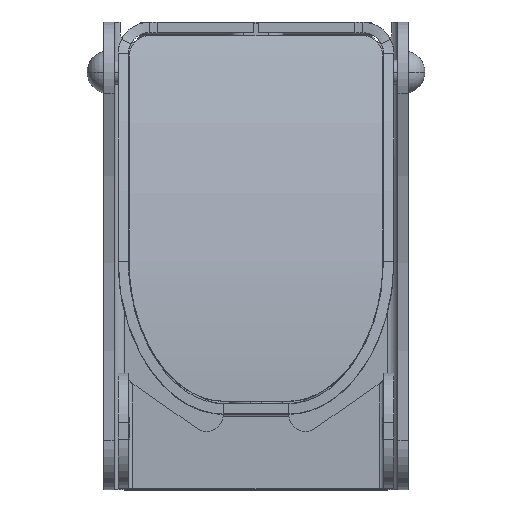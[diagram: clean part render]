
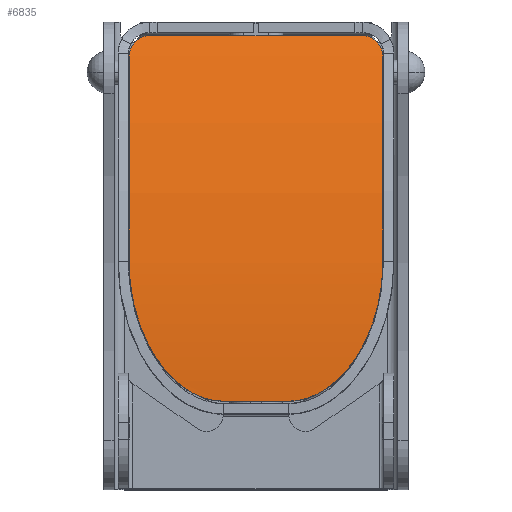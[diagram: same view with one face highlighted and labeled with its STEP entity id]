
A CAD part, top view. The second image highlights one B-rep face of the part: STEP entity #6835.
In plain terms, the highlighted cylindrical face has radius 105.696 mm (diameter 211.391 mm), a partial arc.
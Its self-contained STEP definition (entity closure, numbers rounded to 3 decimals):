
#4637=CARTESIAN_POINT('',(15.4,24.94,22.526));
#4638=CARTESIAN_POINT('',(15.4,25.136,22.438));
#4639=CARTESIAN_POINT('',(15.353,25.525,22.262));
#4640=CARTESIAN_POINT('',(15.158,26.065,22.015));
#4641=CARTESIAN_POINT('',(14.829,26.567,21.781));
#4642=CARTESIAN_POINT('',(14.41,26.958,21.597));
#4643=CARTESIAN_POINT('',(13.938,27.236,21.464));
#4644=CARTESIAN_POINT('',(13.418,27.405,21.384));
#4645=CARTESIAN_POINT('',(13.071,27.44,21.367));
#4646=CARTESIAN_POINT('',(12.9,27.44,21.367));
#4931=DIRECTION('',(1.,0.,0.));
#4932=VECTOR('',#4931,8.);
#4933=CARTESIAN_POINT('',(-4.,-17.01,31.75));
#4934=LINE('',#4933,#4932);
#5104=CARTESIAN_POINT('',(-15.4,-18.26,-73.938));
#5105=DIRECTION('',(1.,0.,0.));
#5106=DIRECTION('',(0.,0.409,0.913));
#5107=AXIS2_PLACEMENT_3D('',#5104,#5105,#5106);
#5327=DIRECTION('',(1.,0.,0.));
#5328=VECTOR('',#5327,25.8);
#5329=CARTESIAN_POINT('',(-12.9,27.44,21.367));
#5330=LINE('',#5329,#5328);
#5331=CARTESIAN_POINT('',(-4.,-17.01,31.75));
#5332=CARTESIAN_POINT('',(-4.221,-17.01,
31.75));
#5333=CARTESIAN_POINT('',(-4.666,-16.991,
31.75));
#5334=CARTESIAN_POINT('',(-5.348,-16.891,
31.749));
#5335=CARTESIAN_POINT('',(-6.04,-16.723,
31.746));
#5336=CARTESIAN_POINT('',(-6.737,-16.485,
31.743));
#5337=CARTESIAN_POINT('',(-7.44,-16.174,
31.737));
#5338=CARTESIAN_POINT('',(-8.155,-15.78,
31.729));
#5339=CARTESIAN_POINT('',(-8.885,-15.288,
31.716));
#5340=CARTESIAN_POINT('',(-9.636,-14.686,
31.698));
#5341=CARTESIAN_POINT('',(-10.382,-13.978,
31.672));
#5342=CARTESIAN_POINT('',(-11.105,-13.174,
31.636));
#5343=CARTESIAN_POINT('',(-11.817,-12.248,
31.588));
#5344=CARTESIAN_POINT('',(-12.504,-11.195,
31.523));
#5345=CARTESIAN_POINT('',(-13.151,-10.024,
31.438));
#5346=CARTESIAN_POINT('',(-13.737,-8.752,
31.332));
#5347=CARTESIAN_POINT('',(-14.252,-7.388,
31.2));
#5348=CARTESIAN_POINT('',(-14.688,-5.93,
31.039));
#5349=CARTESIAN_POINT('',(-15.023,-4.436,
30.853));
#5350=CARTESIAN_POINT('',(-15.25,-2.968,
30.649));
#5351=CARTESIAN_POINT('',(-15.377,-1.557,
30.432));
#5352=CARTESIAN_POINT('',(-15.4,-0.683,
30.286));
#5353=CARTESIAN_POINT('',(-15.4,-0.26,
30.213));
#5355=CARTESIAN_POINT('',(-15.4,24.94,22.526));
#5356=CARTESIAN_POINT('',(-15.4,25.141,22.436));
#5357=CARTESIAN_POINT('',(-15.352,25.528,22.261));
#5358=CARTESIAN_POINT('',(-15.157,26.068,22.014));
#5359=CARTESIAN_POINT('',(-14.829,26.566,21.782));
#5360=CARTESIAN_POINT('',(-14.414,26.955,21.598));
#5361=CARTESIAN_POINT('',(-13.946,27.232,21.466));
#5362=CARTESIAN_POINT('',(-13.425,27.404,21.384));
#5363=CARTESIAN_POINT('',(-13.077,27.44,21.367));
#5364=CARTESIAN_POINT('',(-12.9,27.44,21.367));
#5380=CARTESIAN_POINT('',(15.4,-18.26,-73.938));
#5381=DIRECTION('',(-1.,0.,0.));
#5382=DIRECTION('',(0.,0.17,0.985));
#5383=AXIS2_PLACEMENT_3D('',#5380,#5381,#5382);
#5502=CARTESIAN_POINT('',(4.,-17.01,31.75));
#5503=CARTESIAN_POINT('',(4.22,-17.01,31.75));
#5504=CARTESIAN_POINT('',(4.666,-16.991,31.75));
#5505=CARTESIAN_POINT('',(5.351,-16.89,31.749));
#5506=CARTESIAN_POINT('',(6.049,-16.721,31.746));
#5507=CARTESIAN_POINT('',(6.752,-16.479,31.743));
#5508=CARTESIAN_POINT('',(7.458,-16.165,31.737));
#5509=CARTESIAN_POINT('',(8.172,-15.769,31.728));
#5510=CARTESIAN_POINT('',(8.896,-15.279,31.716));
#5511=CARTESIAN_POINT('',(9.639,-14.683,31.698));
#5512=CARTESIAN_POINT('',(10.386,-13.974,31.671));
#5513=CARTESIAN_POINT('',(11.111,-13.166,31.636));
#5514=CARTESIAN_POINT('',(11.818,-12.245,31.588));
#5515=CARTESIAN_POINT('',(12.5,-11.202,31.523));
#5516=CARTESIAN_POINT('',(13.142,-10.043,31.44));
#5517=CARTESIAN_POINT('',(13.728,-8.773,31.334));
#5518=CARTESIAN_POINT('',(14.246,-7.406,31.202));
#5519=CARTESIAN_POINT('',(14.683,-5.95,31.042));
#5520=CARTESIAN_POINT('',(15.024,-4.434,30.853));
#5521=CARTESIAN_POINT('',(15.251,-2.96,30.648));
#5522=CARTESIAN_POINT('',(15.377,-1.558,30.432));
#5523=CARTESIAN_POINT('',(15.4,-0.683,
30.287));
#5524=CARTESIAN_POINT('',(15.4,-0.26,
30.213));
#5642=CARTESIAN_POINT('',(12.9,27.44,21.367));
#5644=VERTEX_POINT('',#5642);
#5646=CARTESIAN_POINT('',(-12.9,27.44,21.367));
#5647=VERTEX_POINT('',#5646);
#5746=CARTESIAN_POINT('',(-15.4,24.94,22.526));
#5747=VERTEX_POINT('',#5746);
#5748=CARTESIAN_POINT('',(-15.4,-0.26,30.213));
#5749=VERTEX_POINT('',#5748);
#5773=VERTEX_POINT('',#5331);
#5774=CARTESIAN_POINT('',(15.4,24.94,22.526));
#5775=VERTEX_POINT('',#5774);
#5776=CARTESIAN_POINT('',(15.4,-0.26,30.213));
#5777=VERTEX_POINT('',#5776);
#5801=VERTEX_POINT('',#5502);
#6818=CARTESIAN_POINT('',(-16.018,-18.26,-73.938));
#6819=DIRECTION('',(1.,0.,0.));
#6820=DIRECTION('',(0.,1.,0.));
#6821=AXIS2_PLACEMENT_3D('',#6818,#6819,#6820);
#6822=CYLINDRICAL_SURFACE('',#6821,105.696);
#6823=ORIENTED_EDGE('',*,*,#5873,.T.);
#6824=ORIENTED_EDGE('',*,*,#5856,.F.);
#6826=ORIENTED_EDGE('',*,*,#6825,.F.);
#6828=ORIENTED_EDGE('',*,*,#6827,.F.);
#6829=ORIENTED_EDGE('',*,*,#6206,.F.);
#6830=ORIENTED_EDGE('',*,*,#6331,.T.);
#6831=ORIENTED_EDGE('',*,*,#6492,.F.);
#6832=ORIENTED_EDGE('',*,*,#6813,.T.);
#6833=EDGE_LOOP('',(#6823,#6824,#6826,#6828,#6829,#6830,#6831,#6832));
#6834=FACE_OUTER_BOUND('',#6833,.F.);
#6835=ADVANCED_FACE('',(#6834),#6822,.T.);
#4647=B_SPLINE_CURVE_WITH_KNOTS('',3,(#4637,#4638,#4639,#4640,#4641,#4642,#4643,
#4644,#4645,#4646),.UNSPECIFIED.,.F.,.F.,(4,1,1,1,1,1,1,4),(0.,
0.143,0.286,0.429,0.571,
0.714,0.857,1.),.UNSPECIFIED.);
#5108=CIRCLE('',#5107,105.696);
#5354=B_SPLINE_CURVE_WITH_KNOTS('',3,(#5331,#5332,#5333,#5334,#5335,#5336,#5337,
#5338,#5339,#5340,#5341,#5342,#5343,#5344,#5345,#5346,#5347,#5348,#5349,#5350,
#5351,#5352,#5353),.UNSPECIFIED.,.F.,.F.,(4,1,1,1,1,1,1,1,1,1,1,1,1,1,1,1,1,1,1,
1,4),(0.,0.05,0.1,0.15,0.2,0.25,0.3,0.35,0.4,0.45,0.5,
0.55,0.6,0.65,0.7,0.75,0.8,0.85,0.9,0.95,1.),.UNSPECIFIED.);
#5365=B_SPLINE_CURVE_WITH_KNOTS('',3,(#5355,#5356,#5357,#5358,#5359,#5360,#5361,
#5362,#5363,#5364),.UNSPECIFIED.,.F.,.F.,(4,1,1,1,1,1,1,4),(0.,
0.143,0.286,0.429,0.571,
0.714,0.857,1.),.UNSPECIFIED.);
#5384=CIRCLE('',#5383,105.696);
#5525=B_SPLINE_CURVE_WITH_KNOTS('',3,(#5502,#5503,#5504,#5505,#5506,#5507,#5508,
#5509,#5510,#5511,#5512,#5513,#5514,#5515,#5516,#5517,#5518,#5519,#5520,#5521,
#5522,#5523,#5524),.UNSPECIFIED.,.F.,.F.,(4,1,1,1,1,1,1,1,1,1,1,1,1,1,1,1,1,1,1,
1,4),(0.,0.05,0.1,0.15,0.2,0.25,0.3,0.35,0.4,0.45,0.5,
0.55,0.6,0.65,0.7,0.75,0.8,0.85,0.9,0.95,1.),.UNSPECIFIED.);
#5856=EDGE_CURVE('',#5775,#5644,#4647,.T.);
#5873=EDGE_CURVE('',#5647,#5644,#5330,.T.);
#6206=EDGE_CURVE('',#5773,#5801,#4934,.T.);
#6331=EDGE_CURVE('',#5773,#5749,#5354,.T.);
#6492=EDGE_CURVE('',#5747,#5749,#5108,.T.);
#6813=EDGE_CURVE('',#5747,#5647,#5365,.T.);
#6825=EDGE_CURVE('',#5777,#5775,#5384,.T.);
#6827=EDGE_CURVE('',#5801,#5777,#5525,.T.);
